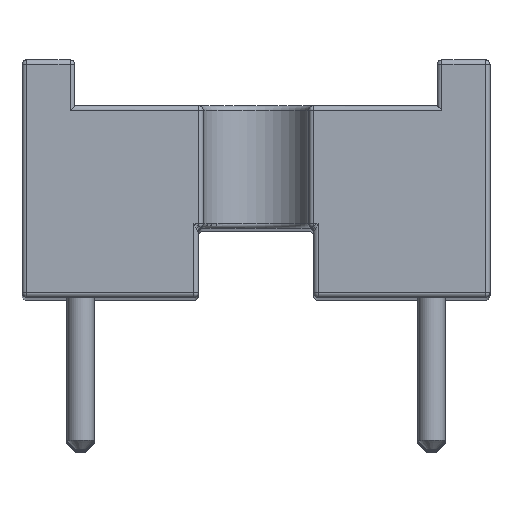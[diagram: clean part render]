
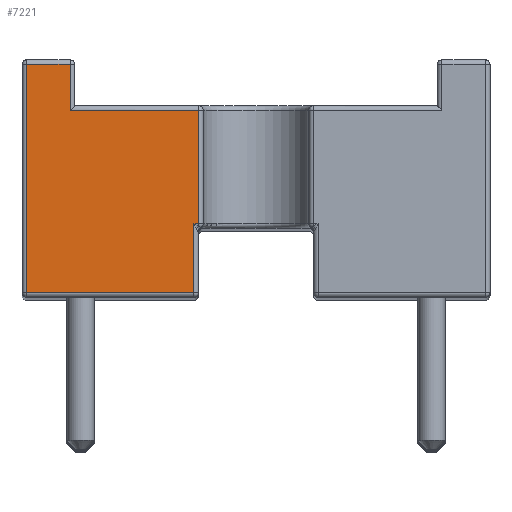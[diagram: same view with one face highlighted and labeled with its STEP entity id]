
A CAD part, top view. The second image highlights one B-rep face of the part: STEP entity #7221.
In plain terms, the highlighted planar face has unit normal (0, 0, 1).
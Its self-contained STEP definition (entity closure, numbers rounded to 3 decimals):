
#406=PLANE('',#7719);
#726=FACE_OUTER_BOUND('',#1162,.T.);
#1162=EDGE_LOOP('',(#5475,#5476,#5477,#5478,#5479,#5480,#5481,#5482));
#1840=LINE('',#11101,#2560);
#1846=LINE('',#11253,#2566);
#1847=LINE('',#11256,#2567);
#1848=LINE('',#11258,#2568);
#1849=LINE('',#11260,#2569);
#1850=LINE('',#11262,#2570);
#1851=LINE('',#11264,#2571);
#1852=LINE('',#11265,#2572);
#2560=VECTOR('',#8727,10.);
#2566=VECTOR('',#8799,10.);
#2567=VECTOR('',#8802,10.);
#2568=VECTOR('',#8803,10.);
#2569=VECTOR('',#8804,10.);
#2570=VECTOR('',#8805,10.);
#2571=VECTOR('',#8806,10.);
#2572=VECTOR('',#8807,10.);
#3549=VERTEX_POINT('',#10995);
#3556=VERTEX_POINT('',#11099);
#3568=VERTEX_POINT('',#11236);
#3571=VERTEX_POINT('',#11255);
#3572=VERTEX_POINT('',#11257);
#3573=VERTEX_POINT('',#11259);
#3574=VERTEX_POINT('',#11261);
#3575=VERTEX_POINT('',#11263);
#4303=EDGE_CURVE('',#3556,#3549,#1840,.T.);
#4334=EDGE_CURVE('',#3568,#3556,#1846,.T.);
#4335=EDGE_CURVE('',#3549,#3571,#1847,.T.);
#4336=EDGE_CURVE('',#3572,#3568,#1848,.T.);
#4337=EDGE_CURVE('',#3573,#3572,#1849,.T.);
#4338=EDGE_CURVE('',#3574,#3573,#1850,.T.);
#4339=EDGE_CURVE('',#3575,#3574,#1851,.T.);
#4340=EDGE_CURVE('',#3571,#3575,#1852,.T.);
#5475=ORIENTED_EDGE('',*,*,#4335,.F.);
#5476=ORIENTED_EDGE('',*,*,#4303,.F.);
#5477=ORIENTED_EDGE('',*,*,#4334,.F.);
#5478=ORIENTED_EDGE('',*,*,#4336,.F.);
#5479=ORIENTED_EDGE('',*,*,#4337,.F.);
#5480=ORIENTED_EDGE('',*,*,#4338,.F.);
#5481=ORIENTED_EDGE('',*,*,#4339,.F.);
#5482=ORIENTED_EDGE('',*,*,#4340,.F.);
#7221=ADVANCED_FACE('',(#726),#406,.T.);
#7719=AXIS2_PLACEMENT_3D('',#11254,#8800,#8801);
#8727=DIRECTION('',(-1.,0.,0.));
#8799=DIRECTION('',(0.,-1.,0.));
#8800=DIRECTION('center_axis',(0.,0.,1.));
#8801=DIRECTION('ref_axis',(1.,0.,0.));
#8802=DIRECTION('',(0.,-1.,0.));
#8803=DIRECTION('',(1.,0.,0.));
#8804=DIRECTION('',(0.,-1.,0.));
#8805=DIRECTION('',(1.,0.,0.));
#8806=DIRECTION('',(0.,1.,0.));
#8807=DIRECTION('',(-1.,0.,0.));
#10995=CARTESIAN_POINT('',(-1.35,1.6,0.));
#11099=CARTESIAN_POINT('',(-1.246,1.6,0.));
#11101=CARTESIAN_POINT('',(1.27,1.6,0.));
#11236=CARTESIAN_POINT('',(-1.246,4.06,0.));
#11253=CARTESIAN_POINT('',(-1.246,4.16,0.));
#11254=CARTESIAN_POINT('Origin',(2.54,2.58,0.));
#11255=CARTESIAN_POINT('',(-1.35,0.1,0.));
#11256=CARTESIAN_POINT('',(-1.35,1.29,0.));
#11257=CARTESIAN_POINT('',(-4.035,4.06,0.));
#11258=CARTESIAN_POINT('',(1.27,4.06,0.));
#11259=CARTESIAN_POINT('',(-4.035,5.06,0.));
#11260=CARTESIAN_POINT('',(-4.035,3.87,0.));
#11261=CARTESIAN_POINT('',(-4.98,5.06,0.));
#11262=CARTESIAN_POINT('',(1.27,5.06,0.));
#11263=CARTESIAN_POINT('',(-4.98,0.1,0.));
#11264=CARTESIAN_POINT('',(-4.98,3.87,0.));
#11265=CARTESIAN_POINT('',(3.81,0.1,0.));
